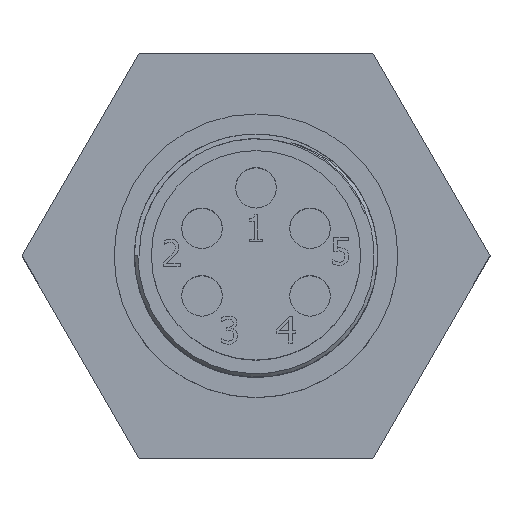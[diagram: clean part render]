
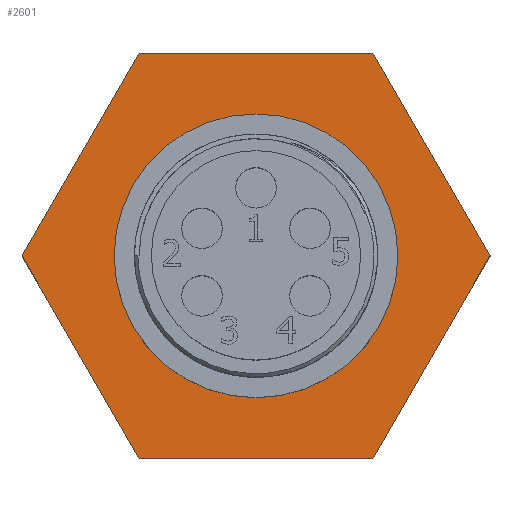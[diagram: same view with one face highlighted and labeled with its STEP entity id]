
A CAD part, top view. The second image highlights one B-rep face of the part: STEP entity #2601.
In plain terms, the highlighted planar face has unit normal (0, 0, 1).
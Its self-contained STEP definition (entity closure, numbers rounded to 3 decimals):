
#87=FACE_BOUND($,#554,.T.);
#124=CIRCLE($,#2737,10.5);
#220=PLANE($,#2740);
#365=FACE_OUTER_BOUND($,#553,.T.);
#553=EDGE_LOOP($,(#2394,#2395,#2396,#2397,#2398,#2399));
#554=EDGE_LOOP($,(#2400));
#751=LINE($,#6702,#963);
#754=LINE($,#6708,#966);
#757=LINE($,#6714,#969);
#760=LINE($,#6720,#972);
#764=LINE($,#6727,#976);
#766=LINE($,#6730,#978);
#963=VECTOR($,#3089,17.321);
#966=VECTOR($,#3094,17.321);
#969=VECTOR($,#3099,17.321);
#972=VECTOR($,#3104,17.321);
#976=VECTOR($,#3110,17.321);
#978=VECTOR($,#3114,17.321);
#1301=VERTEX_POINT($,#6699);
#1302=VERTEX_POINT($,#6701);
#1304=VERTEX_POINT($,#6707);
#1306=VERTEX_POINT($,#6713);
#1308=VERTEX_POINT($,#6719);
#1310=VERTEX_POINT($,#6725);
#1332=VERTEX_POINT($,#6804);
#1650=EDGE_CURVE($,#1302,#1301,#751,.T.);
#1653=EDGE_CURVE($,#1304,#1302,#754,.T.);
#1656=EDGE_CURVE($,#1306,#1304,#757,.T.);
#1659=EDGE_CURVE($,#1308,#1306,#760,.T.);
#1663=EDGE_CURVE($,#1301,#1310,#764,.T.);
#1665=EDGE_CURVE($,#1310,#1308,#766,.T.);
#1688=EDGE_CURVE($,#1332,#1332,#124,.T.);
#2394=ORIENTED_EDGE($,*,*,#1659,.T.);
#2395=ORIENTED_EDGE($,*,*,#1656,.T.);
#2396=ORIENTED_EDGE($,*,*,#1653,.T.);
#2397=ORIENTED_EDGE($,*,*,#1650,.T.);
#2398=ORIENTED_EDGE($,*,*,#1663,.T.);
#2399=ORIENTED_EDGE($,*,*,#1665,.T.);
#2400=ORIENTED_EDGE($,*,*,#1688,.T.);
#2601=ADVANCED_FACE($,(#365,#87),#220,.T.);
#2737=AXIS2_PLACEMENT_3D($,#6805,#3219,#3220);
#2740=AXIS2_PLACEMENT_3D($,#6808,#3225,#3226);
#3089=DIRECTION($,(0.5,-0.866,0.));
#3094=DIRECTION($,(-0.5,-0.866,0.));
#3099=DIRECTION($,(-1.,0.,0.));
#3104=DIRECTION($,(-0.5,0.866,0.));
#3110=DIRECTION($,(1.,0.,0.));
#3114=DIRECTION($,(0.5,0.866,0.));
#3219=DIRECTION('center_axis',(0.,0.,-1.));
#3220=DIRECTION('ref_axis',(-1.,0.,0.));
#3225=DIRECTION('center_axis',(0.,0.,1.));
#3226=DIRECTION('ref_axis',(1.,0.,0.));
#6699=CARTESIAN_POINT('',(-8.66,-15.,3.95));
#6701=CARTESIAN_POINT('',(-17.321,0.,3.95));
#6702=CARTESIAN_POINT($,(-15.155,-3.75,3.95));
#6707=CARTESIAN_POINT('',(-8.66,15.,3.95));
#6708=CARTESIAN_POINT($,(-10.825,11.25,3.95));
#6713=CARTESIAN_POINT('',(8.66,15.,3.95));
#6714=CARTESIAN_POINT($,(4.33,15.,3.95));
#6719=CARTESIAN_POINT('',(17.321,0.,3.95));
#6720=CARTESIAN_POINT($,(15.155,3.75,3.95));
#6725=CARTESIAN_POINT('',(8.66,-15.,3.95));
#6727=CARTESIAN_POINT($,(-4.33,-15.,3.95));
#6730=CARTESIAN_POINT($,(10.825,-11.25,3.95));
#6804=CARTESIAN_POINT('',(10.5,0.,3.95));
#6805=CARTESIAN_POINT('Origin',(0.,0.,3.95));
#6808=CARTESIAN_POINT('Origin',(0.,0.,
3.95));
